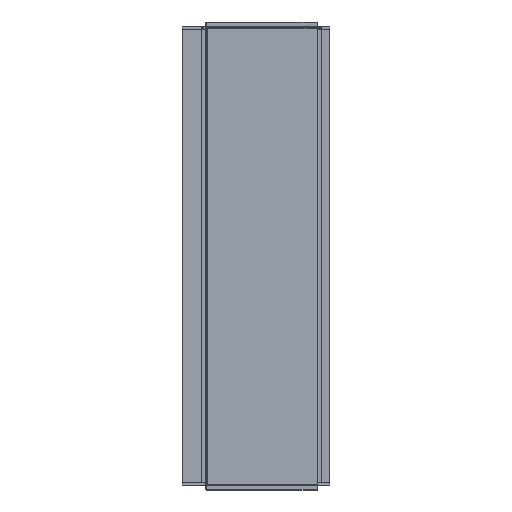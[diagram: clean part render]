
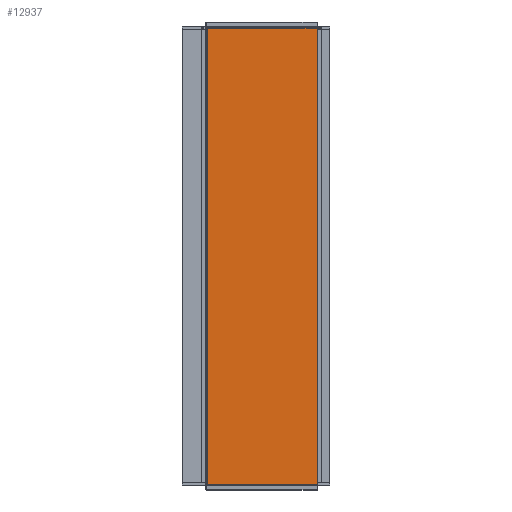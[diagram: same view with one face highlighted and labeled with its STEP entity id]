
A CAD part, left-side view. The second image highlights one B-rep face of the part: STEP entity #12937.
In plain terms, the highlighted planar face has unit normal (-1, 0, 0).
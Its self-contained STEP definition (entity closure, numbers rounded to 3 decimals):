
#821 = LINE ( 'NONE', #32456, #6412 ) ;
#1503 = ORIENTED_EDGE ( 'NONE', *, *, #21030, .T. ) ;
#6081 = VECTOR ( 'NONE', #19569, 1000. ) ;
#6412 = VECTOR ( 'NONE', #6640, 1000. ) ;
#6640 = DIRECTION ( 'NONE',  ( 0., 0., -1. ) ) ;
#7262 = PLANE ( 'NONE',  #12072 ) ;
#7810 = DIRECTION ( 'NONE',  ( -1., 0., 0. ) ) ;
#8268 = DIRECTION ( 'NONE',  ( 0., 1., 0. ) ) ;
#9408 = CARTESIAN_POINT ( 'NONE',  ( -101.002, -260.714, -1874.5 ) ) ;
#9770 = DIRECTION ( 'NONE',  ( 0., -1., 0. ) ) ;
#10418 = CARTESIAN_POINT ( 'NONE',  ( -101.002, 193.486, 3.1 ) ) ;
#10829 = CARTESIAN_POINT ( 'NONE',  ( -101.002, -261.714, 4.1 ) ) ;
#11010 = CARTESIAN_POINT ( 'NONE',  ( -101.002, -260.714, 3.1 ) ) ;
#11265 = CARTESIAN_POINT ( 'NONE',  ( -101.002, -260.714, 4.1 ) ) ;
#12072 = AXIS2_PLACEMENT_3D ( 'NONE', #10829, #7810, #36278 ) ;
#12937 = ADVANCED_FACE ( 'Defeatured_15010', ( #24033 ), #7262, .T. ) ;
#16029 = ORIENTED_EDGE ( 'NONE', *, *, #32706, .T. ) ;
#16616 = EDGE_CURVE ( 'NONE', #36586, #17453, #37078, .T. ) ;
#17453 = VERTEX_POINT ( 'NONE', #11010 ) ;
#19569 = DIRECTION ( 'NONE',  ( 0., 0., 1. ) ) ;
#21030 = EDGE_CURVE ( 'NONE', #27139, #28574, #821, .T. ) ;
#23971 = ORIENTED_EDGE ( 'NONE', *, *, #26672, .T. ) ;
#24033 = FACE_OUTER_BOUND ( 'NONE', #32876, .T. ) ;
#24435 = LINE ( 'NONE', #30089, #26560 ) ;
#25566 = LINE ( 'NONE', #33216, #32196 ) ;
#26560 = VECTOR ( 'NONE', #9770, 1000. ) ;
#26672 = EDGE_CURVE ( 'NONE', #28574, #36586, #24435, .T. ) ;
#27139 = VERTEX_POINT ( 'NONE', #10418 ) ;
#28574 = VERTEX_POINT ( 'NONE', #36770 ) ;
#30089 = CARTESIAN_POINT ( 'NONE',  ( -101.002, -261.714, -1874.5 ) ) ;
#31409 = ORIENTED_EDGE ( 'NONE', *, *, #16616, .T. ) ;
#32196 = VECTOR ( 'NONE', #8268, 1000. ) ;
#32456 = CARTESIAN_POINT ( 'NONE',  ( -101.002, 193.486, -1875.5 ) ) ;
#32706 = EDGE_CURVE ( 'NONE', #17453, #27139, #25566, .T. ) ;
#32876 = EDGE_LOOP ( 'NONE', ( #1503, #23971, #31409, #16029 ) ) ;
#33216 = CARTESIAN_POINT ( 'NONE',  ( -101.002, 194.486, 3.1 ) ) ;
#36278 = DIRECTION ( 'NONE',  ( 0., -1., 0. ) ) ;
#36586 = VERTEX_POINT ( 'NONE', #9408 ) ;
#36770 = CARTESIAN_POINT ( 'NONE',  ( -101.002, 193.486, -1874.5 ) ) ;
#37078 = LINE ( 'NONE', #11265, #6081 ) ;
